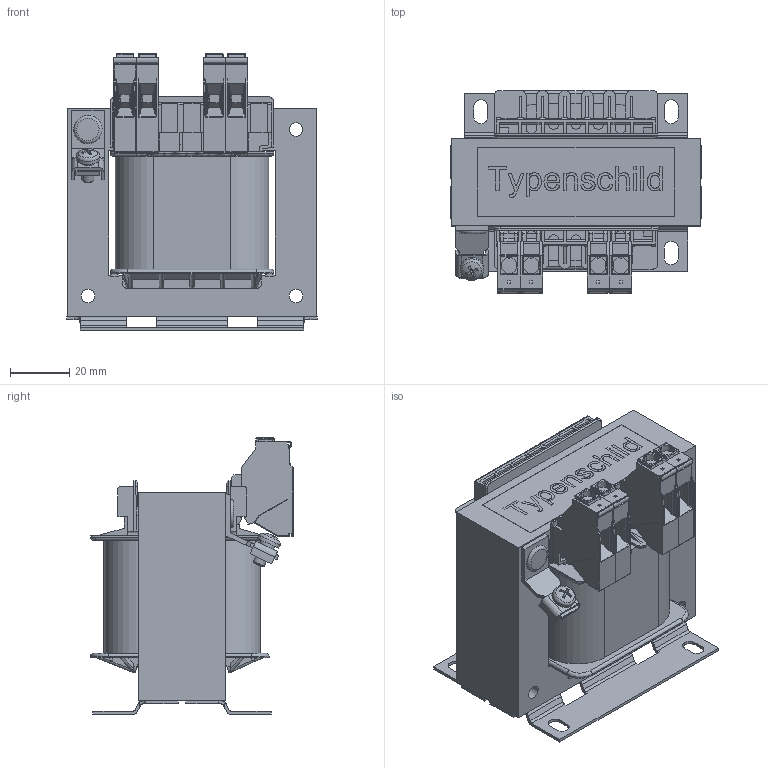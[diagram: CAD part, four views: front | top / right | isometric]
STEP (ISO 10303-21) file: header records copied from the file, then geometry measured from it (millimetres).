
FILE_DESCRIPTION(/* description */ (''),/* implementation_level */ '2;1');
FILE_NAME(/* name */ 'STENE0,063 100-690V_12V.stp',/* time_stamp */ '2023-09-20T13:04:11+02:00',/* author */ ('EnneJ'),/* organization */ (''),/* preprocessor_version */ 'ST-DEVELOPER v19.2',/* originating_system */ 'Autodesk Inventor 2023',/* authorisation */ '');
FILE_SCHEMA (('AUTOMOTIVE_DESIGN { 1 0 10303 214 3 1 1 }'));
Products named in the file (12): X0001 STENE 002; Bauteil28; EI84a_29_5_AK_25106_9_1Ka; Norm (DIN); FUP_EI84; Erdung 45°; Bauteil2; erd 90 001; M4-8; DIN7337 A4,8x16; 1222_TKS_4_1; Leistungsschild 66x23 klein
Assembly tree (15 placements, depth 3):
  X0001 STENE 002
    Bauteil28
    EI84a_29_5_AK_25106_9_1Ka
    Norm (DIN)
    FUP_EI84  x2
    Erdung 45°
      Bauteil2
      erd 90 001
      M4-8
    DIN7337 A4,8x16
    1222_TKS_4_1  x4
    Leistungsschild 66x23 klein
Bounding box: 84.3 x 68.2 x 93 mm (x, y, z)
Volume: 230461.5 mm3; surface area: 95901.6 mm2
Topology: 14 solids, 14 shells, 6216 faces, 17457 edges, 11428 vertices
Faces by surface type: plane 5194, cylinder 644, bspline 241, torus 124, cone 12, sphere 1
Full cylindrical faces by diameter (mm): 3.242 x1, 3.621 x1, 4 x2, 4.5 x5, 4.8 x1, 5 x1, 9.5 x1
Entity records: 71340 total; most frequent: CARTESIAN_POINT 15853, ORIENTED_EDGE 11996, DIRECTION 10595, EDGE_CURVE 5998, LINE 5017, VECTOR 5017, VERTEX_POINT 3921, AXIS2_PLACEMENT_3D 2789
